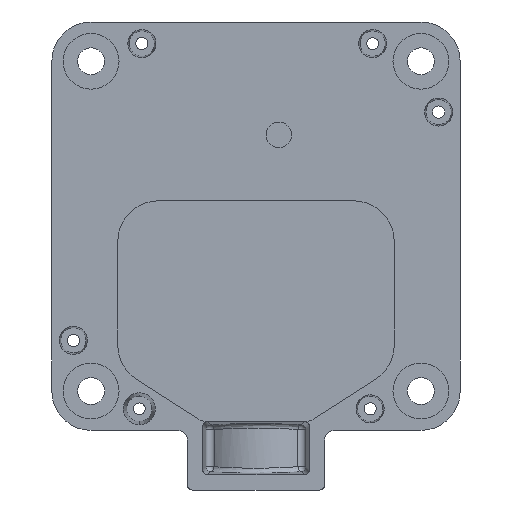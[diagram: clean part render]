
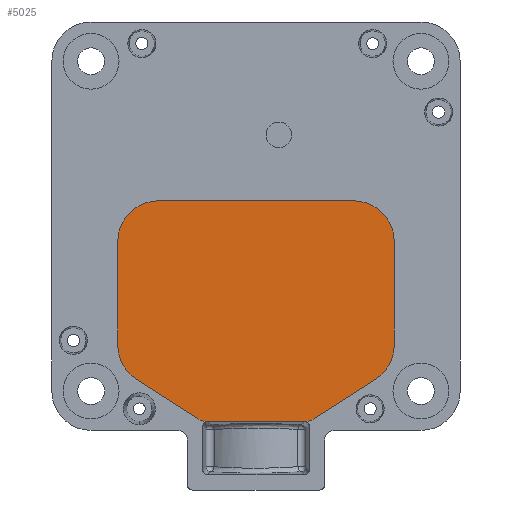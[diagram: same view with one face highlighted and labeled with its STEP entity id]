
A CAD part, front view. The second image highlights one B-rep face of the part: STEP entity #5025.
In plain terms, the highlighted planar face has unit normal (0, -1, 0).
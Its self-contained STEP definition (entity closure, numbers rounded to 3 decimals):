
#1491=CARTESIAN_POINT('',(9.626,-0.2,-35.5));
#1492=DIRECTION('',(0.,1.,0.));
#1493=DIRECTION('',(0.537,0.,-0.843));
#1494=AXIS2_PLACEMENT_3D('',#1491,#1492,#1493);
#1499=DIRECTION('',(-1.,0.,0.));
#1500=VECTOR('',#1499,19.251);
#1501=CARTESIAN_POINT('',(9.626,-0.2,-38.5));
#1502=LINE('',#1501,#1500);
#1506=CARTESIAN_POINT('',(-9.626,-0.2,-35.5));
#1507=DIRECTION('',(0.,1.,0.));
#1508=DIRECTION('',(0.,0.,-1.));
#1509=AXIS2_PLACEMENT_3D('',#1506,#1507,#1508);
#1514=DIRECTION('',(-0.843,0.,0.537));
#1515=VECTOR('',#1514,14.597);
#1516=CARTESIAN_POINT('',(-11.237,-0.2,-38.03));
#1517=LINE('',#1516,#1515);
#1521=CARTESIAN_POINT('',(-19.25,-0.2,-23.44));
#1522=DIRECTION('',(0.,1.,0.));
#1523=DIRECTION('',(-0.537,0.,-0.843));
#1524=AXIS2_PLACEMENT_3D('',#1521,#1522,#1523);
#1529=DIRECTION('',(0.,0.,1.));
#1530=VECTOR('',#1529,20.44);
#1531=CARTESIAN_POINT('',(-27.25,-0.2,-23.44));
#1532=LINE('',#1531,#1530);
#1536=CARTESIAN_POINT('',(-19.25,-0.2,-3.));
#1537=DIRECTION('',(0.,1.,0.));
#1538=DIRECTION('',(-1.,0.,0.));
#1539=AXIS2_PLACEMENT_3D('',#1536,#1537,#1538);
#1544=DIRECTION('',(1.,0.,0.));
#1545=VECTOR('',#1544,38.5);
#1546=CARTESIAN_POINT('',(-19.25,-0.2,5.));
#1547=LINE('',#1546,#1545);
#1551=CARTESIAN_POINT('',(19.25,-0.2,-3.));
#1552=DIRECTION('',(0.,1.,0.));
#1553=DIRECTION('',(0.,0.,1.));
#1554=AXIS2_PLACEMENT_3D('',#1551,#1552,#1553);
#1559=DIRECTION('',(0.,0.,-1.));
#1560=VECTOR('',#1559,20.44);
#1561=CARTESIAN_POINT('',(27.25,-0.2,-3.));
#1562=LINE('',#1561,#1560);
#1566=CARTESIAN_POINT('',(19.25,-0.2,-23.44));
#1567=DIRECTION('',(0.,1.,0.));
#1568=DIRECTION('',(1.,0.,0.));
#1569=AXIS2_PLACEMENT_3D('',#1566,#1567,#1568);
#1574=DIRECTION('',(-0.843,0.,-0.537));
#1575=VECTOR('',#1574,14.597);
#1576=CARTESIAN_POINT('',(23.548,-0.2,-30.187));
#1577=LINE('',#1576,#1575);
#3964=CARTESIAN_POINT('',(11.237,-0.2,-38.03));
#3965=VERTEX_POINT('',#3964);
#3966=CARTESIAN_POINT('',(9.626,-0.2,-38.5));
#3967=VERTEX_POINT('',#3966);
#3968=CARTESIAN_POINT('',(23.548,-0.2,-30.187));
#3969=VERTEX_POINT('',#3968);
#3970=CARTESIAN_POINT('',(-9.626,-0.2,-38.5));
#3971=VERTEX_POINT('',#3970);
#3972=CARTESIAN_POINT('',(-11.237,-0.2,-38.03));
#3973=VERTEX_POINT('',#3972);
#3974=CARTESIAN_POINT('',(-23.548,-0.2,-30.187));
#3975=VERTEX_POINT('',#3974);
#3976=CARTESIAN_POINT('',(-27.25,-0.2,-23.44));
#3977=VERTEX_POINT('',#3976);
#3978=CARTESIAN_POINT('',(-27.25,-0.2,-3.));
#3979=VERTEX_POINT('',#3978);
#3980=CARTESIAN_POINT('',(-19.25,-0.2,5.));
#3981=VERTEX_POINT('',#3980);
#3982=CARTESIAN_POINT('',(19.25,-0.2,5.));
#3983=VERTEX_POINT('',#3982);
#3984=CARTESIAN_POINT('',(27.25,-0.2,-3.));
#3985=VERTEX_POINT('',#3984);
#3986=CARTESIAN_POINT('',(27.25,-0.2,-23.44));
#3987=VERTEX_POINT('',#3986);
#4996=CARTESIAN_POINT('',(0.,-0.2,0.));
#4997=DIRECTION('',(0.,-1.,0.));
#4998=DIRECTION('',(0.,0.,-1.));
#4999=AXIS2_PLACEMENT_3D('',#4996,#4997,#4998);
#5000=PLANE('',#4999);
#5001=ORIENTED_EDGE('',*,*,#4977,.T.);
#5003=ORIENTED_EDGE('',*,*,#5002,.T.);
#5005=ORIENTED_EDGE('',*,*,#5004,.T.);
#5007=ORIENTED_EDGE('',*,*,#5006,.T.);
#5009=ORIENTED_EDGE('',*,*,#5008,.T.);
#5011=ORIENTED_EDGE('',*,*,#5010,.T.);
#5013=ORIENTED_EDGE('',*,*,#5012,.T.);
#5015=ORIENTED_EDGE('',*,*,#5014,.T.);
#5017=ORIENTED_EDGE('',*,*,#5016,.T.);
#5019=ORIENTED_EDGE('',*,*,#5018,.T.);
#5021=ORIENTED_EDGE('',*,*,#5020,.T.);
#5022=ORIENTED_EDGE('',*,*,#4988,.T.);
#5023=EDGE_LOOP('',(#5001,#5003,#5005,#5007,#5009,#5011,#5013,#5015,#5017,#5019,
#5021,#5022));
#5024=FACE_OUTER_BOUND('',#5023,.F.);
#5025=ADVANCED_FACE('',(#5024),#5000,.T.);
#1495=CIRCLE('',#1494,3.);
#1510=CIRCLE('',#1509,3.);
#1525=CIRCLE('',#1524,8.);
#1540=CIRCLE('',#1539,8.);
#1555=CIRCLE('',#1554,8.);
#1570=CIRCLE('',#1569,8.);
#4977=EDGE_CURVE('',#3965,#3967,#1495,.T.);
#4988=EDGE_CURVE('',#3969,#3965,#1577,.T.);
#5002=EDGE_CURVE('',#3967,#3971,#1502,.T.);
#5004=EDGE_CURVE('',#3971,#3973,#1510,.T.);
#5006=EDGE_CURVE('',#3973,#3975,#1517,.T.);
#5008=EDGE_CURVE('',#3975,#3977,#1525,.T.);
#5010=EDGE_CURVE('',#3977,#3979,#1532,.T.);
#5012=EDGE_CURVE('',#3979,#3981,#1540,.T.);
#5014=EDGE_CURVE('',#3981,#3983,#1547,.T.);
#5016=EDGE_CURVE('',#3983,#3985,#1555,.T.);
#5018=EDGE_CURVE('',#3985,#3987,#1562,.T.);
#5020=EDGE_CURVE('',#3987,#3969,#1570,.T.);
